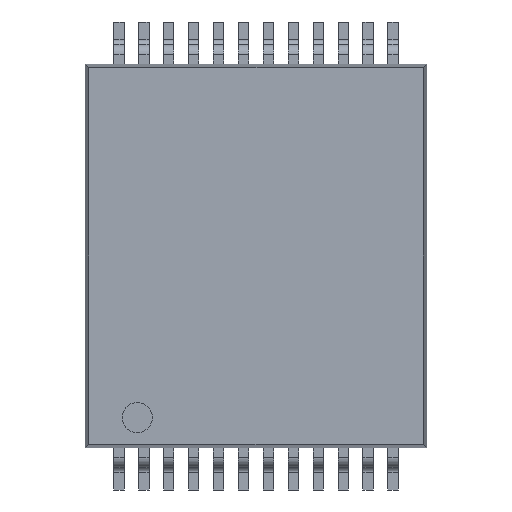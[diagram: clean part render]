
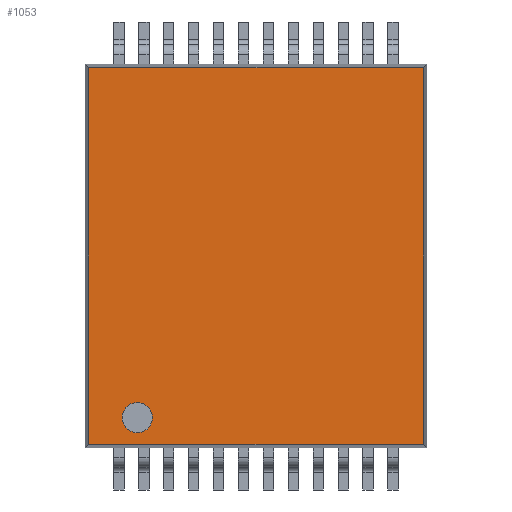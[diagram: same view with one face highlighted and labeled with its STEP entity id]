
A CAD part, front view. The second image highlights one B-rep face of the part: STEP entity #1053.
In plain terms, the highlighted planar face has unit normal (0, -1, 0).
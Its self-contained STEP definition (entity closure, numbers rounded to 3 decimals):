
#99=FACE_BOUND('',#2786,.T.);
#100=FACE_BOUND('',#2787,.T.);
#1053=ADVANCED_FACE('',(#99,#100),#1475,.F.);
#1475=PLANE('',#13748);
#2786=EDGE_LOOP('',(#6847,#6848,#6849,#6850));
#2787=EDGE_LOOP('',(#6851));
#3297=CIRCLE('',#13747,0.6);
#6847=ORIENTED_EDGE('',*,*,#9949,.F.);
#6848=ORIENTED_EDGE('',*,*,#9950,.F.);
#6849=ORIENTED_EDGE('',*,*,#9951,.F.);
#6850=ORIENTED_EDGE('',*,*,#9952,.F.);
#6851=ORIENTED_EDGE('',*,*,#9953,.T.);
#8151=VERTEX_POINT('',#21065);
#8152=VERTEX_POINT('',#21066);
#8153=VERTEX_POINT('',#21068);
#8154=VERTEX_POINT('',#21070);
#8155=VERTEX_POINT('',#21073);
#9949=EDGE_CURVE('',#8151,#8152,#11279,.T.);
#9950=EDGE_CURVE('',#8153,#8151,#11280,.T.);
#9951=EDGE_CURVE('',#8154,#8153,#11281,.T.);
#9952=EDGE_CURVE('',#8152,#8154,#11282,.T.);
#9953=EDGE_CURVE('',#8155,#8155,#3297,.T.);
#11279=LINE('',#21064,#12595);
#11280=LINE('',#21067,#12596);
#11281=LINE('',#21069,#12597);
#11282=LINE('',#21071,#12598);
#12595=VECTOR('',#17338,1.);
#12596=VECTOR('',#17339,1.);
#12597=VECTOR('',#17340,1.);
#12598=VECTOR('',#17341,1.);
#13747=AXIS2_PLACEMENT_3D('',#21072,#17342,#17343);
#13748=AXIS2_PLACEMENT_3D('',#21074,#17344,#17345);
#17338=DIRECTION('',(1.,0.,0.));
#17339=DIRECTION('',(0.,0.,1.));
#17340=DIRECTION('',(-1.,0.,0.));
#17341=DIRECTION('',(0.,0.,-1.));
#17342=DIRECTION('',(0.,1.,0.));
#17343=DIRECTION('',(-1.,0.,0.));
#17344=DIRECTION('',(0.,1.,0.));
#17345=DIRECTION('',(0.,0.,1.));
#21064=CARTESIAN_POINT('',(6.78,-4.59,7.484));
#21065=CARTESIAN_POINT('',(-6.644,-4.59,7.484));
#21066=CARTESIAN_POINT('',(6.644,-4.59,7.484));
#21067=CARTESIAN_POINT('',(-6.644,-4.59,7.62));
#21068=CARTESIAN_POINT('',(-6.644,-4.59,-7.484));
#21069=CARTESIAN_POINT('',(6.78,-4.59,-7.484));
#21070=CARTESIAN_POINT('',(6.644,-4.59,-7.484));
#21071=CARTESIAN_POINT('',(6.644,-4.59,7.62));
#21072=CARTESIAN_POINT('',(-4.715,-4.59,-6.423));
#21073=CARTESIAN_POINT('',(-5.315,-4.59,-6.423));
#21074=CARTESIAN_POINT('',(6.78,-4.59,7.62));
